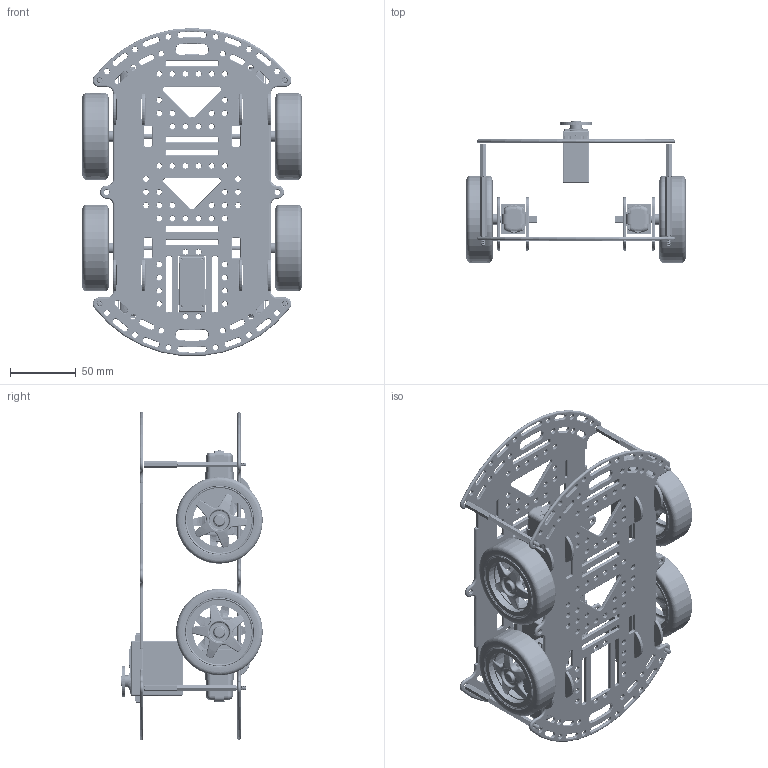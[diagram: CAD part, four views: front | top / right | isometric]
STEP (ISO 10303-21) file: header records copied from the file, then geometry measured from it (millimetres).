
FILE_DESCRIPTION (( 'STEP AP214' ), '1' );
FILE_NAME ('4WD Smart Car_STEP.STEP', '2018-05-22T12:54:31', ( '' ), ( '' ), 'SwSTEP 2.0', 'SolidWorks 2016', '' );
FILE_SCHEMA (( 'AUTOMOTIVE_DESIGN' ));
Length unit declared in the file: millimetre
Products named in the file (10): Servo Horn; Rueda 01_Predeterminado; Part4; Part5; 4WD Smart Car_STEP; Moto Reductor 01_Predeterminado; Spacers_spacer 3*25 mm; Moto Reductor - Rueda_Predeterminado; Hitec Servo; Spacers_spacer 3*45 mm
Assembly tree (26 placements, depth 3):
  4WD Smart Car_STEP
    Part5  x2
    Spacers_spacer 3*45 mm  x4
    Spacers_spacer 3*25 mm  x4
    Part4  x8
    Moto Reductor - Rueda_Predeterminado  x4
      Moto Reductor 01_Predeterminado
      Rueda 01_Predeterminado
    Hitec Servo
    Servo Horn
Bounding box: 166.9 x 107.58 x 249.66 mm (x, y, z)
Volume: 357016.9 mm3; surface area: 260957.3 mm2
Topology: 68 solids, 68 shells, 6828 faces, 17116 edges, 10524 vertices
Faces by surface type: cylinder 1995, torus 1866, plane 1597, bspline 1086, cone 236, sphere 48
Entity records: 107669 total; most frequent: CARTESIAN_POINT 40568, ORIENTED_EDGE 14286, DIRECTION 13362, EDGE_CURVE 7143, AXIS2_PLACEMENT_3D 5241, VERTEX_POINT 4425, EDGE_LOOP 3178, CIRCLE 2906
